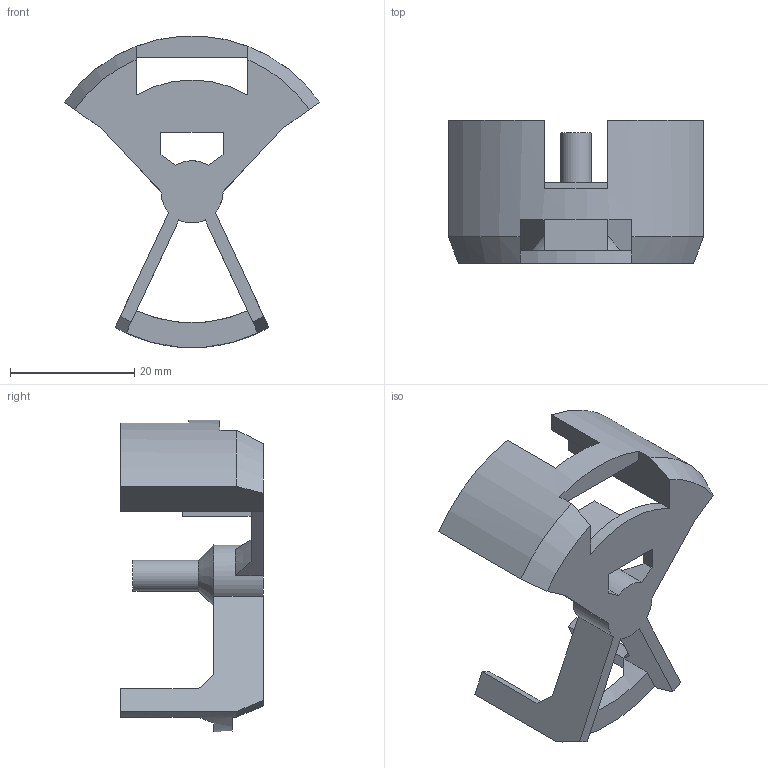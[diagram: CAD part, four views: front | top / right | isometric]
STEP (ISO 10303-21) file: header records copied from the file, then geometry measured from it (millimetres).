
FILE_DESCRIPTION(/* description */ (''),/* implementation_level */ '2;1');
FILE_NAME(/* name */ 'Esp_Insert v1.step',/* time_stamp */ '2025-04-26T08:42:45+02:00',/* author */ (''),/* organization */ (''),/* preprocessor_version */ 'ST-DEVELOPER v20.1',/* originating_system */ 'Autodesk Translation Framework v14.4.0.0',/* authorisation */ '');
FILE_SCHEMA (('AUTOMOTIVE_DESIGN { 1 0 10303 214 3 1 1 }'));
Length unit declared in the file: millimetre
Products named in the file (1): Esp_Insert
Bounding box: 41.12 x 23 x 50.14 mm (x, y, z)
Volume: 7091.6 mm3; surface area: 5398.8 mm2
Topology: 1 solids, 1 shells, 59 faces, 169 edges, 107 vertices
Faces by surface type: plane 39, cylinder 11, cone 9
Full cylindrical faces by diameter (mm): 5 x1
Entity records: 1951 total; most frequent: CARTESIAN_POINT 356, ORIENTED_EDGE 338, DIRECTION 328, EDGE_CURVE 169, LINE 110, VECTOR 110, AXIS2_PLACEMENT_3D 109, VERTEX_POINT 107
